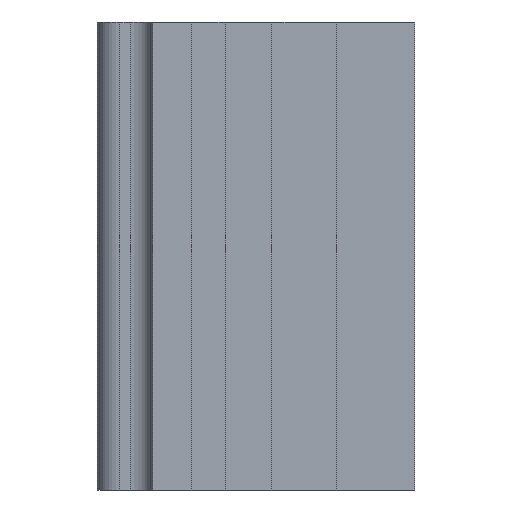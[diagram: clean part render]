
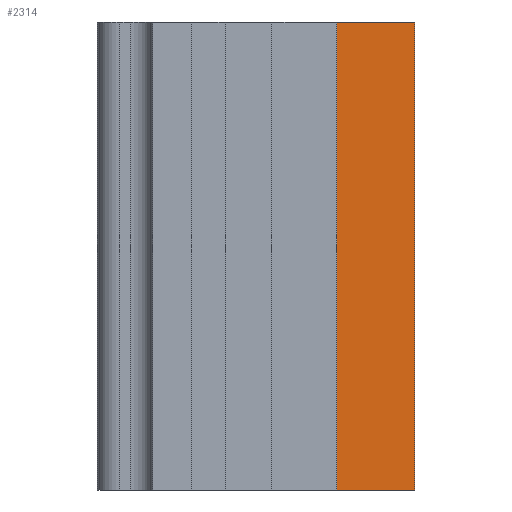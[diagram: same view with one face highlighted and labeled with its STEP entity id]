
A CAD part, left-side view. The second image highlights one B-rep face of the part: STEP entity #2314.
In plain terms, the highlighted planar face has unit normal (-1, 0, 0).
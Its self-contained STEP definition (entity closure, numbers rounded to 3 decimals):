
#55 = PLANE('',#56);
#56 = AXIS2_PLACEMENT_3D('',#57,#58,#59);
#57 = CARTESIAN_POINT('',(1.05,8.25,0.));
#58 = DIRECTION('',(0.,0.,1.));
#59 = DIRECTION('',(1.,0.,0.));
#111 = PLANE('',#112);
#112 = AXIS2_PLACEMENT_3D('',#113,#114,#115);
#113 = CARTESIAN_POINT('',(1.05,8.25,42.));
#114 = DIRECTION('',(0.,0.,-1.));
#115 = DIRECTION('',(-1.,0.,0.));
#137 = PLANE('',#138);
#138 = AXIS2_PLACEMENT_3D('',#139,#140,#141);
#139 = CARTESIAN_POINT('',(11.75,-11.75,0.));
#140 = DIRECTION('',(0.,-1.,0.));
#141 = DIRECTION('',(-1.,0.,0.));
#435 = VERTEX_POINT('',#436);
#436 = CARTESIAN_POINT('',(8.25,-4.75,0.));
#450 = PLANE('',#451);
#451 = AXIS2_PLACEMENT_3D('',#452,#453,#454);
#452 = CARTESIAN_POINT('',(8.25,-4.75,0.));
#453 = DIRECTION('',(0.,-1.,0.));
#454 = DIRECTION('',(-1.,0.,0.));
#462 = EDGE_CURVE('',#435,#463,#465,.T.);
#463 = VERTEX_POINT('',#464);
#464 = CARTESIAN_POINT('',(8.25,-11.75,0.));
#465 = SURFACE_CURVE('',#466,(#470,#477),.PCURVE_S1.);
#466 = LINE('',#467,#468);
#467 = CARTESIAN_POINT('',(8.25,-4.75,0.));
#468 = VECTOR('',#469,1.);
#469 = DIRECTION('',(0.,-1.,0.));
#470 = PCURVE('',#55,#471);
#471 = DEFINITIONAL_REPRESENTATION('',(#472),#476);
#472 = LINE('',#473,#474);
#473 = CARTESIAN_POINT('',(7.2,-13.));
#474 = VECTOR('',#475,1.);
#475 = DIRECTION('',(0.,-1.));
#476 = ( GEOMETRIC_REPRESENTATION_CONTEXT(2) 
PARAMETRIC_REPRESENTATION_CONTEXT() REPRESENTATION_CONTEXT('2D SPACE',''
  ) );
#477 = PCURVE('',#478,#483);
#478 = PLANE('',#479);
#479 = AXIS2_PLACEMENT_3D('',#480,#481,#482);
#480 = CARTESIAN_POINT('',(8.25,-4.75,0.));
#481 = DIRECTION('',(1.,0.,0.));
#482 = DIRECTION('',(0.,-1.,0.));
#483 = DEFINITIONAL_REPRESENTATION('',(#484),#488);
#484 = LINE('',#485,#486);
#485 = CARTESIAN_POINT('',(0.,0.));
#486 = VECTOR('',#487,1.);
#487 = DIRECTION('',(1.,0.));
#488 = ( GEOMETRIC_REPRESENTATION_CONTEXT(2) 
PARAMETRIC_REPRESENTATION_CONTEXT() REPRESENTATION_CONTEXT('2D SPACE',''
  ) );
#867 = VERTEX_POINT('',#868);
#868 = CARTESIAN_POINT('',(8.25,-11.75,42.));
#889 = EDGE_CURVE('',#463,#867,#890,.T.);
#890 = SURFACE_CURVE('',#891,(#895,#902),.PCURVE_S1.);
#891 = LINE('',#892,#893);
#892 = CARTESIAN_POINT('',(8.25,-11.75,0.));
#893 = VECTOR('',#894,1.);
#894 = DIRECTION('',(0.,0.,1.));
#895 = PCURVE('',#137,#896);
#896 = DEFINITIONAL_REPRESENTATION('',(#897),#901);
#897 = LINE('',#898,#899);
#898 = CARTESIAN_POINT('',(3.5,0.));
#899 = VECTOR('',#900,1.);
#900 = DIRECTION('',(0.,-1.));
#901 = ( GEOMETRIC_REPRESENTATION_CONTEXT(2) 
PARAMETRIC_REPRESENTATION_CONTEXT() REPRESENTATION_CONTEXT('2D SPACE',''
  ) );
#902 = PCURVE('',#478,#903);
#903 = DEFINITIONAL_REPRESENTATION('',(#904),#908);
#904 = LINE('',#905,#906);
#905 = CARTESIAN_POINT('',(7.,0.));
#906 = VECTOR('',#907,1.);
#907 = DIRECTION('',(0.,-1.));
#908 = ( GEOMETRIC_REPRESENTATION_CONTEXT(2) 
PARAMETRIC_REPRESENTATION_CONTEXT() REPRESENTATION_CONTEXT('2D SPACE',''
  ) );
#916 = EDGE_CURVE('',#917,#867,#919,.T.);
#917 = VERTEX_POINT('',#918);
#918 = CARTESIAN_POINT('',(8.25,-4.75,42.));
#919 = SURFACE_CURVE('',#920,(#924,#931),.PCURVE_S1.);
#920 = LINE('',#921,#922);
#921 = CARTESIAN_POINT('',(8.25,-4.75,42.));
#922 = VECTOR('',#923,1.);
#923 = DIRECTION('',(0.,-1.,0.));
#924 = PCURVE('',#111,#925);
#925 = DEFINITIONAL_REPRESENTATION('',(#926),#930);
#926 = LINE('',#927,#928);
#927 = CARTESIAN_POINT('',(-7.2,-13.));
#928 = VECTOR('',#929,1.);
#929 = DIRECTION('',(0.,-1.));
#930 = ( GEOMETRIC_REPRESENTATION_CONTEXT(2) 
PARAMETRIC_REPRESENTATION_CONTEXT() REPRESENTATION_CONTEXT('2D SPACE',''
  ) );
#931 = PCURVE('',#478,#932);
#932 = DEFINITIONAL_REPRESENTATION('',(#933),#937);
#933 = LINE('',#934,#935);
#934 = CARTESIAN_POINT('',(0.,-42.));
#935 = VECTOR('',#936,1.);
#936 = DIRECTION('',(1.,0.));
#937 = ( GEOMETRIC_REPRESENTATION_CONTEXT(2) 
PARAMETRIC_REPRESENTATION_CONTEXT() REPRESENTATION_CONTEXT('2D SPACE',''
  ) );
#2291 = EDGE_CURVE('',#435,#917,#2292,.T.);
#2292 = SURFACE_CURVE('',#2293,(#2297,#2304),.PCURVE_S1.);
#2293 = LINE('',#2294,#2295);
#2294 = CARTESIAN_POINT('',(8.25,-4.75,0.));
#2295 = VECTOR('',#2296,1.);
#2296 = DIRECTION('',(0.,0.,1.));
#2297 = PCURVE('',#450,#2298);
#2298 = DEFINITIONAL_REPRESENTATION('',(#2299),#2303);
#2299 = LINE('',#2300,#2301);
#2300 = CARTESIAN_POINT('',(0.,-0.));
#2301 = VECTOR('',#2302,1.);
#2302 = DIRECTION('',(0.,-1.));
#2303 = ( GEOMETRIC_REPRESENTATION_CONTEXT(2) 
PARAMETRIC_REPRESENTATION_CONTEXT() REPRESENTATION_CONTEXT('2D SPACE',''
  ) );
#2304 = PCURVE('',#478,#2305);
#2305 = DEFINITIONAL_REPRESENTATION('',(#2306),#2310);
#2306 = LINE('',#2307,#2308);
#2307 = CARTESIAN_POINT('',(0.,0.));
#2308 = VECTOR('',#2309,1.);
#2309 = DIRECTION('',(0.,-1.));
#2310 = ( GEOMETRIC_REPRESENTATION_CONTEXT(2) 
PARAMETRIC_REPRESENTATION_CONTEXT() REPRESENTATION_CONTEXT('2D SPACE',''
  ) );
#2314 = ADVANCED_FACE('',(#2315),#478,.F.);
#2315 = FACE_BOUND('',#2316,.F.);
#2316 = EDGE_LOOP('',(#2317,#2318,#2319,#2320));
#2317 = ORIENTED_EDGE('',*,*,#2291,.T.);
#2318 = ORIENTED_EDGE('',*,*,#916,.T.);
#2319 = ORIENTED_EDGE('',*,*,#889,.F.);
#2320 = ORIENTED_EDGE('',*,*,#462,.F.);
